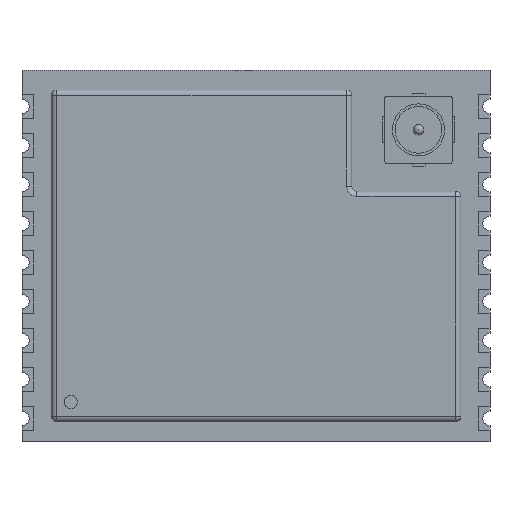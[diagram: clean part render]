
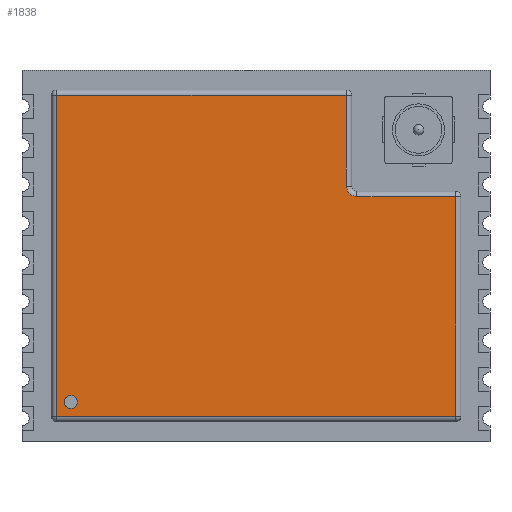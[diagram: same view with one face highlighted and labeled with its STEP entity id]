
A CAD part, top view. The second image highlights one B-rep face of the part: STEP entity #1838.
In plain terms, the highlighted planar face has unit normal (0, 0, 1).
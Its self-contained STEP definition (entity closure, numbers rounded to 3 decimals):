
#1563 = VERTEX_POINT('',#1564);
#1564 = CARTESIAN_POINT('',(7.68,2.53,3.2));
#1571 = EDGE_CURVE('',#1563,#1572,#1574,.T.);
#1572 = VERTEX_POINT('',#1573);
#1573 = CARTESIAN_POINT('',(7.68,-5.92,3.2));
#1574 = LINE('',#1575,#1576);
#1575 = CARTESIAN_POINT('',(7.68,2.73,3.2));
#1576 = VECTOR('',#1577,1.);
#1577 = DIRECTION('',(0.,-1.,0.));
#1838 = ADVANCED_FACE('',(#1839,#1889),#1900,.T.);
#1839 = FACE_BOUND('',#1840,.T.);
#1840 = EDGE_LOOP('',(#1841,#1849,#1858,#1866,#1874,#1882,#1888));
#1841 = ORIENTED_EDGE('',*,*,#1842,.F.);
#1842 = EDGE_CURVE('',#1843,#1563,#1845,.T.);
#1843 = VERTEX_POINT('',#1844);
#1844 = CARTESIAN_POINT('',(3.88,2.53,3.2));
#1845 = LINE('',#1846,#1847);
#1846 = CARTESIAN_POINT('',(3.68,2.53,3.2));
#1847 = VECTOR('',#1848,1.);
#1848 = DIRECTION('',(1.,0.,0.));
#1849 = ORIENTED_EDGE('',*,*,#1850,.T.);
#1850 = EDGE_CURVE('',#1843,#1851,#1853,.T.);
#1851 = VERTEX_POINT('',#1852);
#1852 = CARTESIAN_POINT('',(3.48,2.93,3.2));
#1853 = CIRCLE('',#1854,0.4);
#1854 = AXIS2_PLACEMENT_3D('',#1855,#1856,#1857);
#1855 = CARTESIAN_POINT('',(3.88,2.93,3.2));
#1856 = DIRECTION('',(-0.,-0.,-1.));
#1857 = DIRECTION('',(0.,-1.,0.));
#1858 = ORIENTED_EDGE('',*,*,#1859,.F.);
#1859 = EDGE_CURVE('',#1860,#1851,#1862,.T.);
#1860 = VERTEX_POINT('',#1861);
#1861 = CARTESIAN_POINT('',(3.48,6.43,3.2));
#1862 = LINE('',#1863,#1864);
#1863 = CARTESIAN_POINT('',(3.48,6.63,3.2));
#1864 = VECTOR('',#1865,1.);
#1865 = DIRECTION('',(0.,-1.,0.));
#1866 = ORIENTED_EDGE('',*,*,#1867,.F.);
#1867 = EDGE_CURVE('',#1868,#1860,#1870,.T.);
#1868 = VERTEX_POINT('',#1869);
#1869 = CARTESIAN_POINT('',(-7.67,6.43,3.2));
#1870 = LINE('',#1871,#1872);
#1871 = CARTESIAN_POINT('',(-7.87,6.43,3.2));
#1872 = VECTOR('',#1873,1.);
#1873 = DIRECTION('',(1.,0.,0.));
#1874 = ORIENTED_EDGE('',*,*,#1875,.F.);
#1875 = EDGE_CURVE('',#1876,#1868,#1878,.T.);
#1876 = VERTEX_POINT('',#1877);
#1877 = CARTESIAN_POINT('',(-7.67,-5.92,3.2));
#1878 = LINE('',#1879,#1880);
#1879 = CARTESIAN_POINT('',(-7.67,-6.12,3.2));
#1880 = VECTOR('',#1881,1.);
#1881 = DIRECTION('',(0.,1.,0.));
#1882 = ORIENTED_EDGE('',*,*,#1883,.F.);
#1883 = EDGE_CURVE('',#1572,#1876,#1884,.T.);
#1884 = LINE('',#1885,#1886);
#1885 = CARTESIAN_POINT('',(7.88,-5.92,3.2));
#1886 = VECTOR('',#1887,1.);
#1887 = DIRECTION('',(-1.,0.,0.));
#1888 = ORIENTED_EDGE('',*,*,#1571,.F.);
#1889 = FACE_BOUND('',#1890,.T.);
#1890 = EDGE_LOOP('',(#1891));
#1891 = ORIENTED_EDGE('',*,*,#1892,.F.);
#1892 = EDGE_CURVE('',#1893,#1893,#1895,.T.);
#1893 = VERTEX_POINT('',#1894);
#1894 = CARTESIAN_POINT('',(-6.87,-5.37,3.2));
#1895 = CIRCLE('',#1896,0.25);
#1896 = AXIS2_PLACEMENT_3D('',#1897,#1898,#1899);
#1897 = CARTESIAN_POINT('',(-7.12,-5.37,3.2));
#1898 = DIRECTION('',(0.,0.,1.));
#1899 = DIRECTION('',(1.,0.,0.));
#1900 = PLANE('',#1901);
#1901 = AXIS2_PLACEMENT_3D('',#1902,#1903,#1904);
#1902 = CARTESIAN_POINT('',(-0.282,-0.032,3.2));
#1903 = DIRECTION('',(0.,0.,1.));
#1904 = DIRECTION('',(1.,0.,0.));
